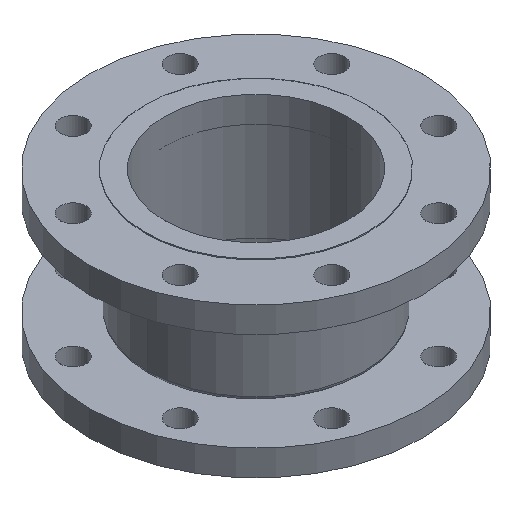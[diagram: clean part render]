
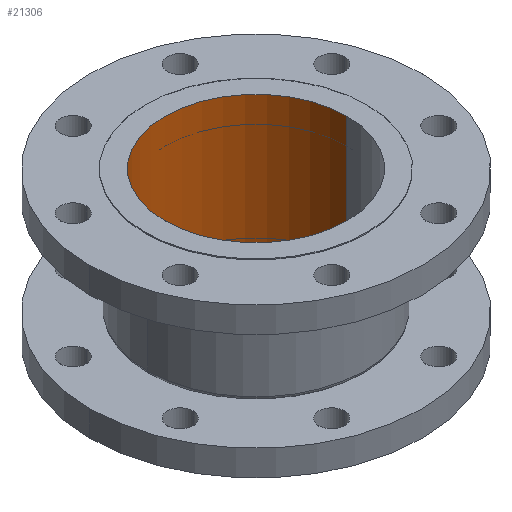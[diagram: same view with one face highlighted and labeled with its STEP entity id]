
A CAD part, isometric view. The second image highlights one B-rep face of the part: STEP entity #21306.
In plain terms, the highlighted cylindrical face has radius 77.95 mm (diameter 155.9 mm), a partial arc.
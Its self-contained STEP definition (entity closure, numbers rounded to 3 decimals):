
#573 = CARTESIAN_POINT ( 'NONE',  ( -77.95, 0., 0. ) ) ;
#595 = DIRECTION ( 'NONE',  ( 0., 0., 1. ) ) ;
#1662 = EDGE_CURVE ( 'NONE', #9855, #12809, #15923, .T. ) ;
#1908 = ORIENTED_EDGE ( 'NONE', *, *, #7227, .F. ) ;
#2658 = CARTESIAN_POINT ( 'NONE',  ( 0., 0., 0. ) ) ;
#2803 = AXIS2_PLACEMENT_3D ( 'NONE', #21476, #595, #19329 ) ;
#3488 = ORIENTED_EDGE ( 'NONE', *, *, #1662, .F. ) ;
#4646 = DIRECTION ( 'NONE',  ( 0., 0., 1. ) ) ;
#5379 = CARTESIAN_POINT ( 'NONE',  ( 77.95, 0., 10.973 ) ) ;
#5462 = EDGE_LOOP ( 'NONE', ( #1908, #3488, #17339, #26016 ) ) ;
#5527 = DIRECTION ( 'NONE',  ( 0., 0., 1. ) ) ;
#6689 = DIRECTION ( 'NONE',  ( 0., 0., 1. ) ) ;
#7227 = EDGE_CURVE ( 'NONE', #12809, #29921, #9123, .T. ) ;
#9065 = AXIS2_PLACEMENT_3D ( 'NONE', #16550, #23261, #20975 ) ;
#9123 = LINE ( 'NONE', #18397, #16601 ) ;
#9382 = CARTESIAN_POINT ( 'NONE',  ( -77.95, 0., -130. ) ) ;
#9855 = VERTEX_POINT ( 'NONE', #23494 ) ;
#11380 = FACE_OUTER_BOUND ( 'NONE', #5462, .T. ) ;
#12809 = VERTEX_POINT ( 'NONE', #9382 ) ;
#12815 = EDGE_CURVE ( 'NONE', #15176, #29921, #21875, .T. ) ;
#15176 = VERTEX_POINT ( 'NONE', #29321 ) ;
#15923 = CIRCLE ( 'NONE', #2803, 77.95 ) ;
#16497 = LINE ( 'NONE', #5379, #16982 ) ;
#16550 = CARTESIAN_POINT ( 'NONE',  ( 0., 0., 10.973 ) ) ;
#16601 = VECTOR ( 'NONE', #6689, 1000. ) ;
#16982 = VECTOR ( 'NONE', #5527, 1000. ) ;
#17339 = ORIENTED_EDGE ( 'NONE', *, *, #29203, .T. ) ;
#18377 = CYLINDRICAL_SURFACE ( 'NONE', #9065, 77.95 ) ;
#18397 = CARTESIAN_POINT ( 'NONE',  ( -77.95, 0., 10.973 ) ) ;
#18492 = AXIS2_PLACEMENT_3D ( 'NONE', #2658, #4646, #23226 ) ;
#19329 = DIRECTION ( 'NONE',  ( 1., 0., 0. ) ) ;
#20975 = DIRECTION ( 'NONE',  ( 1., 0., 0. ) ) ;
#21306 = ADVANCED_FACE ( 'NONE', ( #11380 ), #18377, .F. ) ;
#21476 = CARTESIAN_POINT ( 'NONE',  ( 0., 0., -130. ) ) ;
#21875 = CIRCLE ( 'NONE', #18492, 77.95 ) ;
#23226 = DIRECTION ( 'NONE',  ( 1., 0., 0. ) ) ;
#23261 = DIRECTION ( 'NONE',  ( 0., 0., 1. ) ) ;
#23494 = CARTESIAN_POINT ( 'NONE',  ( 77.95, 0., -130. ) ) ;
#26016 = ORIENTED_EDGE ( 'NONE', *, *, #12815, .T. ) ;
#29203 = EDGE_CURVE ( 'NONE', #9855, #15176, #16497, .T. ) ;
#29321 = CARTESIAN_POINT ( 'NONE',  ( 77.95, 0., 0. ) ) ;
#29921 = VERTEX_POINT ( 'NONE', #573 ) ;
